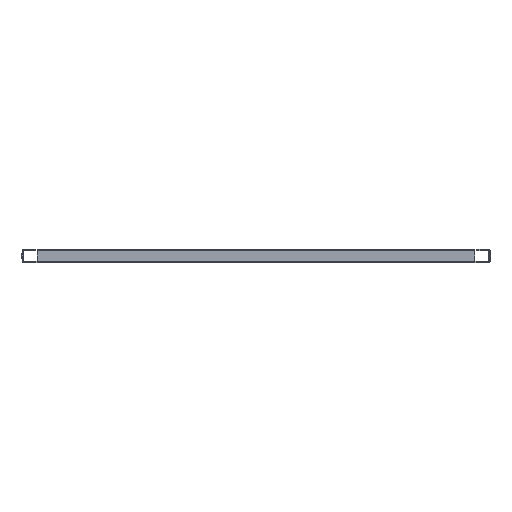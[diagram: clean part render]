
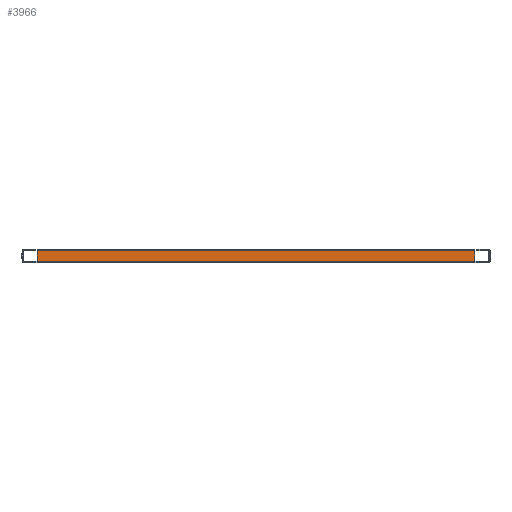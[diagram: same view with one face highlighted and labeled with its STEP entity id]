
A CAD part, left-side view. The second image highlights one B-rep face of the part: STEP entity #3966.
In plain terms, the highlighted planar face has unit normal (-1, 0, 0).
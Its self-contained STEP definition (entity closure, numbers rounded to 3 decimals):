
#356 = EDGE_CURVE ( 'NONE', #688, #690, #2358, .T. ) ;
#443 = CARTESIAN_POINT ( 'NONE',  ( -1041.51, 414.5, 2.5 ) ) ;
#684 = VERTEX_POINT ( 'NONE', #4091 ) ;
#685 = VERTEX_POINT ( 'NONE', #4092 ) ;
#688 = VERTEX_POINT ( 'NONE', #4095 ) ;
#690 = VERTEX_POINT ( 'NONE', #4097 ) ;
#772 = DIRECTION ( 'NONE',  ( 0., 0., -1. ) ) ;
#1161 = EDGE_LOOP ( 'NONE', ( #1474, #1427, #1520, #1449 ) ) ;
#1427 = ORIENTED_EDGE ( 'NONE', *, *, #356, .T. ) ;
#1449 = ORIENTED_EDGE ( 'NONE', *, *, #1692, .T. ) ;
#1474 = ORIENTED_EDGE ( 'NONE', *, *, #1869, .T. ) ;
#1520 = ORIENTED_EDGE ( 'NONE', *, *, #1696, .F. ) ;
#1692 = EDGE_CURVE ( 'NONE', #685, #684, #3082, .T. ) ;
#1696 = EDGE_CURVE ( 'NONE', #685, #690, #3078, .T. ) ;
#1869 = EDGE_CURVE ( 'NONE', #684, #688, #3102, .T. ) ;
#2357 = VECTOR ( 'NONE', #772, 1000. ) ;
#2358 = LINE ( 'NONE', #443, #2357 ) ;
#3078 = LINE ( 'NONE', #5296, #3090 ) ;
#3082 = LINE ( 'NONE', #5292, #3083 ) ;
#3083 = VECTOR ( 'NONE', #5293, 1000. ) ;
#3090 = VECTOR ( 'NONE', #5301, 1000. ) ;
#3102 = LINE ( 'NONE', #5312, #3103 ) ;
#3103 = VECTOR ( 'NONE', #5313, 1000. ) ;
#3407 = AXIS2_PLACEMENT_3D ( 'NONE', #5908, #5918, #5919 ) ;
#3725 = FACE_OUTER_BOUND ( 'NONE', #1161, .T. ) ;
#3966 = ADVANCED_FACE ( 'NONE', ( #3725 ), #5913, .F. ) ;
#4091 = CARTESIAN_POINT ( 'NONE',  ( -1041.51, -414.5, 22.49 ) ) ;
#4092 = CARTESIAN_POINT ( 'NONE',  ( -1041.51, -414.5, 2.51 ) ) ;
#4095 = CARTESIAN_POINT ( 'NONE',  ( -1041.51, 414.5, 22.49 ) ) ;
#4097 = CARTESIAN_POINT ( 'NONE',  ( -1041.51, 414.5, 2.51 ) ) ;
#5292 = CARTESIAN_POINT ( 'NONE',  ( -1041.51, -414.5, 2.5 ) ) ;
#5293 = DIRECTION ( 'NONE',  ( 0., 0., 1. ) ) ;
#5296 = CARTESIAN_POINT ( 'NONE',  ( -1041.51, 414.5, 2.51 ) ) ;
#5301 = DIRECTION ( 'NONE',  ( 0., 1., 0. ) ) ;
#5312 = CARTESIAN_POINT ( 'NONE',  ( -1041.51, -414.5, 22.49 ) ) ;
#5313 = DIRECTION ( 'NONE',  ( 0., 1., 0. ) ) ;
#5908 = CARTESIAN_POINT ( 'NONE',  ( -1041.51, 414.5, 2.5 ) ) ;
#5913 = PLANE ( 'NONE',  #3407 ) ;
#5918 = DIRECTION ( 'NONE',  ( 1., 0., 0. ) ) ;
#5919 = DIRECTION ( 'NONE',  ( 0., 0., -1. ) ) ;
